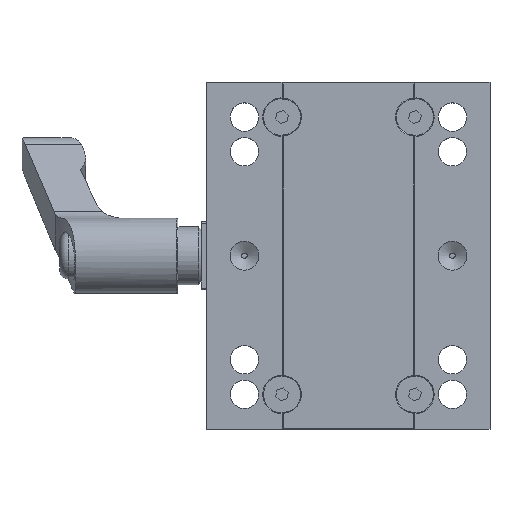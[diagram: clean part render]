
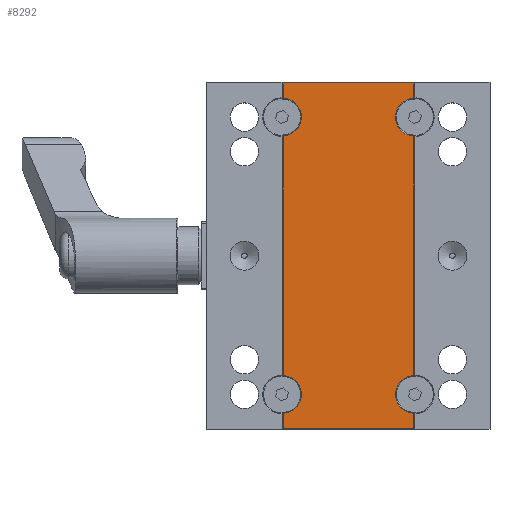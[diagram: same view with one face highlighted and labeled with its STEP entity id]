
A CAD part, top view. The second image highlights one B-rep face of the part: STEP entity #8292.
In plain terms, the highlighted planar face has unit normal (0, 0, 1).
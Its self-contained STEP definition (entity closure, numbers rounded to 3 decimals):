
#447=CIRCLE('',#8806,3.25);
#448=CIRCLE('',#8807,3.25);
#449=CIRCLE('',#8808,3.25);
#450=CIRCLE('',#8809,3.25);
#1634=ORIENTED_EDGE('',*,*,#2928,.T.);
#1635=ORIENTED_EDGE('',*,*,#2929,.T.);
#1636=ORIENTED_EDGE('',*,*,#2930,.T.);
#1637=ORIENTED_EDGE('',*,*,#2931,.T.);
#1638=ORIENTED_EDGE('',*,*,#2899,.T.);
#1639=ORIENTED_EDGE('',*,*,#2932,.T.);
#1640=ORIENTED_EDGE('',*,*,#2933,.T.);
#1641=ORIENTED_EDGE('',*,*,#2934,.T.);
#1642=ORIENTED_EDGE('',*,*,#2935,.T.);
#1643=ORIENTED_EDGE('',*,*,#2936,.T.);
#1644=ORIENTED_EDGE('',*,*,#2903,.T.);
#1645=ORIENTED_EDGE('',*,*,#2937,.T.);
#2899=EDGE_CURVE('',#3619,#3618,#4158,.T.);
#2903=EDGE_CURVE('',#3620,#3621,#4159,.F.);
#2928=EDGE_CURVE('',#3646,#3647,#447,.F.);
#2929=EDGE_CURVE('',#3647,#3648,#4184,.T.);
#2930=EDGE_CURVE('',#3648,#3649,#448,.F.);
#2931=EDGE_CURVE('',#3649,#3619,#4185,.T.);
#2932=EDGE_CURVE('',#3618,#3650,#4186,.F.);
#2933=EDGE_CURVE('',#3650,#3651,#449,.F.);
#2934=EDGE_CURVE('',#3651,#3652,#4187,.F.);
#2935=EDGE_CURVE('',#3652,#3653,#450,.F.);
#2936=EDGE_CURVE('',#3653,#3620,#4188,.F.);
#2937=EDGE_CURVE('',#3621,#3646,#4189,.T.);
#3618=VERTEX_POINT('',#12022);
#3619=VERTEX_POINT('',#12024);
#3620=VERTEX_POINT('',#12076);
#3621=VERTEX_POINT('',#12078);
#3646=VERTEX_POINT('',#12134);
#3647=VERTEX_POINT('',#12135);
#3648=VERTEX_POINT('',#12137);
#3649=VERTEX_POINT('',#12139);
#3650=VERTEX_POINT('',#12142);
#3651=VERTEX_POINT('',#12144);
#3652=VERTEX_POINT('',#12146);
#3653=VERTEX_POINT('',#12148);
#4158=LINE('',#12023,#4688);
#4159=LINE('',#12079,#4689);
#4184=LINE('',#12136,#4714);
#4185=LINE('',#12140,#4715);
#4186=LINE('',#12141,#4716);
#4187=LINE('',#12145,#4717);
#4188=LINE('',#12149,#4718);
#4189=LINE('',#12150,#4719);
#4688=VECTOR('',#10085,1000.);
#4689=VECTOR('',#10094,1000.);
#4714=VECTOR('',#10131,1000.);
#4715=VECTOR('',#10134,1000.);
#4716=VECTOR('',#10135,1000.);
#4717=VECTOR('',#10138,1000.);
#4718=VECTOR('',#10141,1000.);
#4719=VECTOR('',#10142,1000.);
#5088=EDGE_LOOP('',(#1634,#1635,#1636,#1637,#1638,#1639,#1640,#1641,#1642,
#1643,#1644,#1645));
#5487=FACE_BOUND('',#5088,.T.);
#5756=PLANE('',#8805);
#8292=ADVANCED_FACE('',(#5487),#5756,.T.);
#8805=AXIS2_PLACEMENT_3D('',#12132,#10127,#10128);
#8806=AXIS2_PLACEMENT_3D('',#12133,#10129,#10130);
#8807=AXIS2_PLACEMENT_3D('',#12138,#10132,#10133);
#8808=AXIS2_PLACEMENT_3D('',#12143,#10136,#10137);
#8809=AXIS2_PLACEMENT_3D('',#12147,#10139,#10140);
#10085=DIRECTION('',(-1.,0.,0.));
#10094=DIRECTION('',(-1.,0.,0.));
#10127=DIRECTION('',(0.,0.,1.));
#10128=DIRECTION('',(0.,-1.,0.));
#10129=DIRECTION('',(0.,0.,1.));
#10130=DIRECTION('',(0.,-1.,0.));
#10131=DIRECTION('',(0.,1.,0.));
#10132=DIRECTION('',(0.,0.,1.));
#10133=DIRECTION('',(0.,-1.,0.));
#10134=DIRECTION('',(0.,1.,0.));
#10135=DIRECTION('',(0.,1.,0.));
#10136=DIRECTION('',(0.,0.,1.));
#10137=DIRECTION('',(0.,-1.,0.));
#10138=DIRECTION('',(0.,1.,0.));
#10139=DIRECTION('',(0.,0.,1.));
#10140=DIRECTION('',(0.,-1.,0.));
#10141=DIRECTION('',(0.,1.,0.));
#10142=DIRECTION('',(0.,1.,0.));
#12022=CARTESIAN_POINT('',(-11.3,59.9,37.));
#12023=CARTESIAN_POINT('',(-11.5,59.9,37.));
#12024=CARTESIAN_POINT('',(11.3,59.9,37.));
#12076=CARTESIAN_POINT('',(-11.3,0.1,37.));
#12078=CARTESIAN_POINT('',(11.3,0.1,37.));
#12079=CARTESIAN_POINT('',(11.5,0.1,37.));
#12132=CARTESIAN_POINT('',(24.5,0.,37.));
#12133=CARTESIAN_POINT('',(11.4,6.,37.));
#12134=CARTESIAN_POINT('',(11.3,2.752,37.));
#12135=CARTESIAN_POINT('',(11.3,9.248,37.));
#12136=CARTESIAN_POINT('',(11.3,50.95,37.));
#12137=CARTESIAN_POINT('',(11.3,50.752,37.));
#12138=CARTESIAN_POINT('',(11.4,54.,37.));
#12139=CARTESIAN_POINT('',(11.3,57.248,37.));
#12140=CARTESIAN_POINT('',(11.3,60.,37.));
#12141=CARTESIAN_POINT('',(-11.3,0.,37.));
#12142=CARTESIAN_POINT('',(-11.3,57.248,37.));
#12143=CARTESIAN_POINT('',(-11.4,54.,37.));
#12144=CARTESIAN_POINT('',(-11.2,50.756,37.));
#12145=CARTESIAN_POINT('',(-11.2,0.,37.));
#12146=CARTESIAN_POINT('',(-11.2,9.244,37.));
#12147=CARTESIAN_POINT('',(-11.4,6.,37.));
#12148=CARTESIAN_POINT('',(-11.3,2.752,37.));
#12149=CARTESIAN_POINT('',(-11.3,0.,37.));
#12150=CARTESIAN_POINT('',(11.3,2.95,37.));
